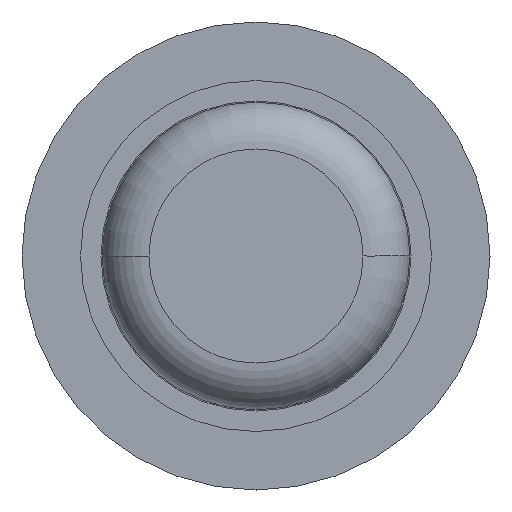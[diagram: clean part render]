
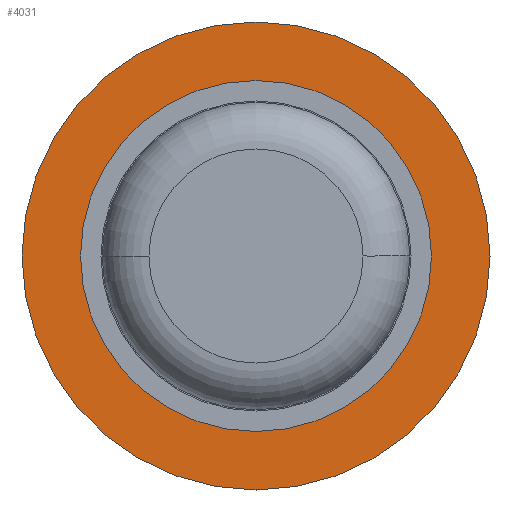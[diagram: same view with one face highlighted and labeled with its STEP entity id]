
A CAD part, front view. The second image highlights one B-rep face of the part: STEP entity #4031.
In plain terms, the highlighted planar face has unit normal (0, -1, 0).
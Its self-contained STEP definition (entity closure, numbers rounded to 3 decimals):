
#89 = FACE_BOUND ( 'NONE', #291, .T. ) ;
#291 = EDGE_LOOP ( 'NONE', ( #991, #1388 ) ) ;
#326 = CARTESIAN_POINT ( 'NONE',  ( 0., 27.3, 0. ) ) ;
#360 = AXIS2_PLACEMENT_3D ( 'NONE', #1624, #3573, #3621 ) ;
#457 = EDGE_CURVE ( 'Defeature ausgef�hrt1_11+Defeature ausgef�hrt1_10+Defeature ausgef�hrt1_10+Defeature ausgef�hrt1_10', #2911, #477, #3497, .T. ) ;
#477 = VERTEX_POINT ( 'NONE', #2274 ) ;
#589 = DIRECTION ( 'NONE',  ( 0., 1., 0. ) ) ;
#795 = EDGE_CURVE ( 'Defeature ausgef�hrt1_11+Defeature ausgef�hrt1_10+Defeature ausgef�hrt1_10+Defeature ausgef�hrt1_10', #477, #2911, #3810, .T. ) ;
#915 = PLANE ( 'NONE',  #1171 ) ;
#991 = ORIENTED_EDGE ( 'NONE', *, *, #2443, .T. ) ;
#1024 = AXIS2_PLACEMENT_3D ( 'NONE', #326, #3677, #4316 ) ;
#1080 = CARTESIAN_POINT ( 'NONE',  ( 0., 27.3, 0. ) ) ;
#1142 = DIRECTION ( 'NONE',  ( 0., 0., 1. ) ) ;
#1171 = AXIS2_PLACEMENT_3D ( 'NONE', #3250, #589, #3575 ) ;
#1190 = CARTESIAN_POINT ( 'NONE',  ( 0., 27.3, 0. ) ) ;
#1260 = AXIS2_PLACEMENT_3D ( 'NONE', #1080, #1427, #2063 ) ;
#1277 = FACE_OUTER_BOUND ( 'NONE', #3853, .T. ) ;
#1388 = ORIENTED_EDGE ( 'NONE', *, *, #2508, .T. ) ;
#1427 = DIRECTION ( 'NONE',  ( 0., 1., 0. ) ) ;
#1624 = CARTESIAN_POINT ( 'NONE',  ( 0., 27.3, 0. ) ) ;
#2063 = DIRECTION ( 'NONE',  ( 0., 0., 1. ) ) ;
#2274 = CARTESIAN_POINT ( 'NONE',  ( 0., 27.3, -2. ) ) ;
#2304 = VERTEX_POINT ( 'NONE', #4191 ) ;
#2443 = EDGE_CURVE ( 'Defeature ausgef�hrt1_10+Defeature ausgef�hrt1_9+Defeature ausgef�hrt1_9+Defeature ausgef�hrt1_9', #2304, #2773, #3804, .T. ) ;
#2508 = EDGE_CURVE ( 'Defeature ausgef�hrt1_10+Defeature ausgef�hrt1_9+Defeature ausgef�hrt1_9+Defeature ausgef�hrt1_9', #2773, #2304, #2641, .T. ) ;
#2641 = CIRCLE ( 'NONE', #1024, 0.9 ) ;
#2665 = CARTESIAN_POINT ( 'NONE',  ( 0., 27.3, 2. ) ) ;
#2699 = AXIS2_PLACEMENT_3D ( 'NONE', #1190, #3541, #1142 ) ;
#2773 = VERTEX_POINT ( 'NONE', #2857 ) ;
#2857 = CARTESIAN_POINT ( 'NONE',  ( 0., 27.3, -0.9 ) ) ;
#2911 = VERTEX_POINT ( 'NONE', #2665 ) ;
#3250 = CARTESIAN_POINT ( 'NONE',  ( 2., 27.3, 0. ) ) ;
#3345 = ORIENTED_EDGE ( 'NONE', *, *, #457, .F. ) ;
#3497 = CIRCLE ( 'NONE', #2699, 2. ) ;
#3541 = DIRECTION ( 'NONE',  ( 0., 1., 0. ) ) ;
#3573 = DIRECTION ( 'NONE',  ( 0., 1., 0. ) ) ;
#3575 = DIRECTION ( 'NONE',  ( 0., 0., 1. ) ) ;
#3621 = DIRECTION ( 'NONE',  ( 0., 0., 1. ) ) ;
#3677 = DIRECTION ( 'NONE',  ( 0., 1., 0. ) ) ;
#3804 = CIRCLE ( 'NONE', #360, 0.9 ) ;
#3810 = CIRCLE ( 'NONE', #1260, 2. ) ;
#3853 = EDGE_LOOP ( 'NONE', ( #3345, #4045 ) ) ;
#4031 = ADVANCED_FACE ( 'Defeature ausgef�hrt1_10', ( #1277, #89 ), #915, .F. ) ;
#4045 = ORIENTED_EDGE ( 'NONE', *, *, #795, .F. ) ;
#4191 = CARTESIAN_POINT ( 'NONE',  ( 0., 27.3, 0.9 ) ) ;
#4316 = DIRECTION ( 'NONE',  ( 0., 0., 1. ) ) ;
